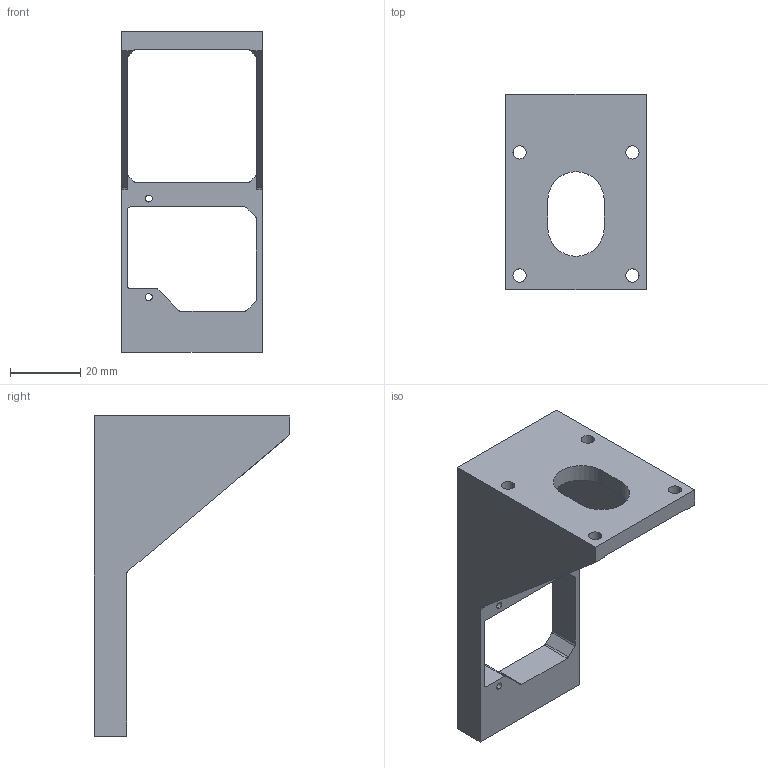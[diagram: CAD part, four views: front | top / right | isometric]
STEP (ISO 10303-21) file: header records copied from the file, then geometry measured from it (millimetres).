
FILE_DESCRIPTION (( 'STEP AP214' ), '1' );
FILE_NAME ('Pebble_Wiper_MG14.STEP', '2021-09-06T04:06:02', ( '' ), ( '' ), 'SwSTEP 2.0', 'SolidWorks 2021', '' );
FILE_SCHEMA (( 'AUTOMOTIVE_DESIGN' ));
Length unit declared in the file: millimetre
Products named in the file (1): Pebble_Wiper_MG14
Bounding box: 40 x 55.5 x 90.91 mm (x, y, z)
Volume: 21208.6 mm3; surface area: 15306 mm2
Topology: 1 solids, 1 shells, 71 faces, 222 edges, 148 vertices
Faces by surface type: cylinder 36, plane 35
Entity records: 2572 total; most frequent: CARTESIAN_POINT 512, ORIENTED_EDGE 444, DIRECTION 410, EDGE_CURVE 222, VERTEX_POINT 148, VECTOR 142, LINE 142, AXIS2_PLACEMENT_3D 134
